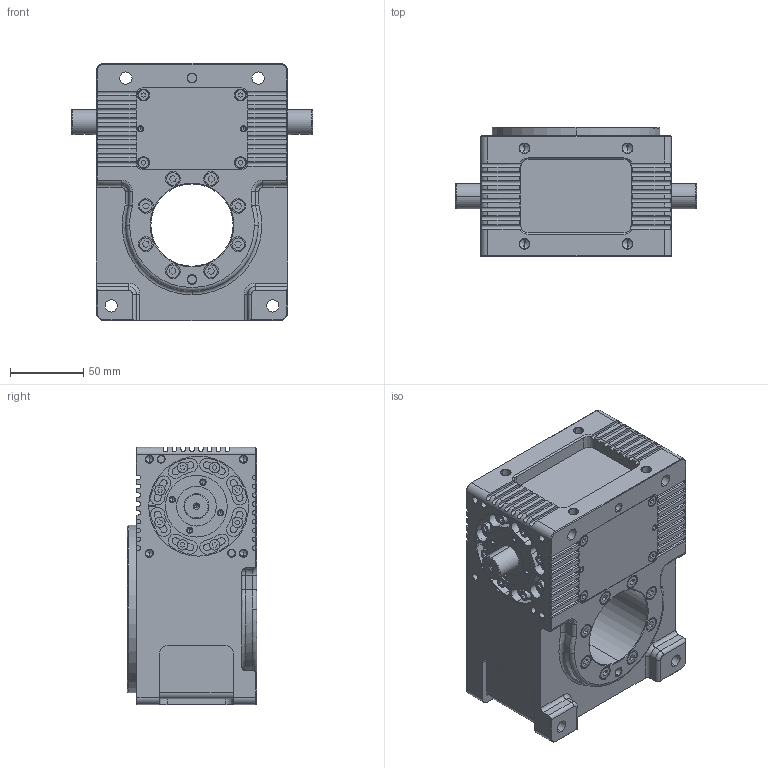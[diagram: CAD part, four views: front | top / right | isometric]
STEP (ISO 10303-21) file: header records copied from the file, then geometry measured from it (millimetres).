
FILE_DESCRIPTION (( 'STEP AP203' ), '1' );
FILE_NAME ('RT130-SSPM2-20360-R1¹ê¤ß¶b¥~«¬(20240222).stp', '2025-06-24T05:21:57', ( '' ), ( '' ), 'SwSTEP 2.0', 'SolidWorks 2018', '' );
FILE_SCHEMA (( 'CONFIG_CONTROL_DESIGN' ));
Length unit declared in the file: millimetre
Products named in the file (1): RT130-SSPM2-20360-R1實心軸外型(20240222)
Bounding box: 164 x 88 x 175 mm (x, y, z)
Volume: 1514971.6 mm3; surface area: 149596.4 mm2
Topology: 1 solids, 1 shells, 1358 faces, 3480 edges, 2175 vertices
Faces by surface type: plane 634, cylinder 498, cone 175, bspline 38, torus 13
Entity records: 43636 total; most frequent: CARTESIAN_POINT 10194, DIRECTION 7193, ORIENTED_EDGE 6824, EDGE_CURVE 3412, AXIS2_PLACEMENT_3D 2600, VERTEX_POINT 2175, VECTOR 1993, LINE 1993
